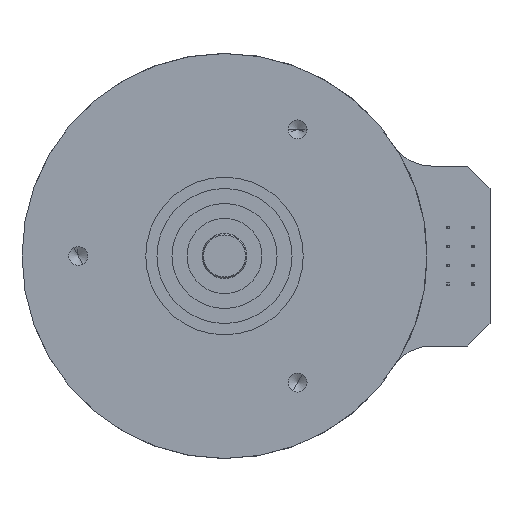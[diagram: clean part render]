
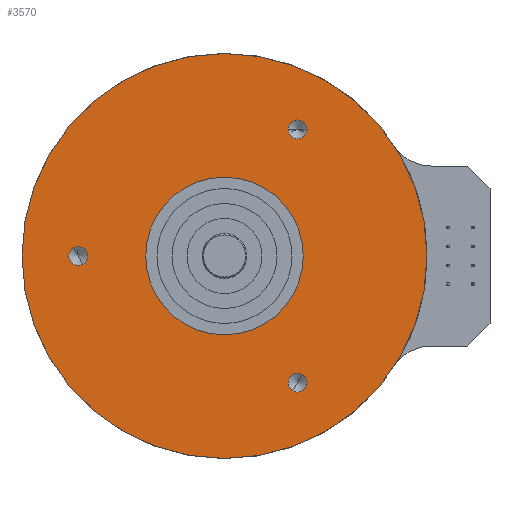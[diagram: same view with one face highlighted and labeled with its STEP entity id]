
A CAD part, left-side view. The second image highlights one B-rep face of the part: STEP entity #3570.
In plain terms, the highlighted planar face has unit normal (-1, 0, 0).
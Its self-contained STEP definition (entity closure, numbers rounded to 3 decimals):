
#3 = CARTESIAN_POINT ( 'NONE',  ( 0., -16.25, 28.146 ) ) ;
#30 = AXIS2_PLACEMENT_3D ( 'NONE', #599, #11753, #2664 ) ;
#42 = VERTEX_POINT ( 'NONE', #4540 ) ;
#180 = EDGE_CURVE ( 'NONE', #8028, #4351, #533, .T. ) ;
#336 = AXIS2_PLACEMENT_3D ( 'NONE', #9028, #5233, #10786 ) ;
#355 = DIRECTION ( 'NONE',  ( -1., 0., 0. ) ) ;
#503 = DIRECTION ( 'NONE',  ( 0., 1., 0. ) ) ;
#533 = CIRCLE ( 'NONE', #336, 17.5 ) ;
#599 = CARTESIAN_POINT ( 'NONE',  ( 0., -16.25, -28.146 ) ) ;
#643 = CARTESIAN_POINT ( 'NONE',  ( 0., -16.25, -28.146 ) ) ;
#698 = CIRCLE ( 'NONE', #9277, 2.1 ) ;
#1103 = AXIS2_PLACEMENT_3D ( 'NONE', #1417, #10749, #5188 ) ;
#1295 = CIRCLE ( 'NONE', #1103, 2.1 ) ;
#1303 = CIRCLE ( 'NONE', #4605, 45. ) ;
#1344 = ORIENTED_EDGE ( 'NONE', *, *, #1937, .F. ) ;
#1417 = CARTESIAN_POINT ( 'NONE',  ( 0., 32.5, 0. ) ) ;
#1452 = ORIENTED_EDGE ( 'NONE', *, *, #8149, .F. ) ;
#1541 = VERTEX_POINT ( 'NONE', #3967 ) ;
#1543 = CIRCLE ( 'NONE', #4275, 17.5 ) ;
#1673 = CIRCLE ( 'NONE', #6923, 45. ) ;
#1740 = DIRECTION ( 'NONE',  ( 1., 0., 0. ) ) ;
#1772 = ORIENTED_EDGE ( 'NONE', *, *, #10152, .F. ) ;
#1893 = DIRECTION ( 'NONE',  ( 0., -1., 0. ) ) ;
#1937 = EDGE_CURVE ( 'NONE', #42, #4864, #9066, .T. ) ;
#2209 = FACE_BOUND ( 'NONE', #3121, .T. ) ;
#2223 = VERTEX_POINT ( 'NONE', #8496 ) ;
#2345 = CARTESIAN_POINT ( 'NONE',  ( 0., 0., 0. ) ) ;
#2479 = CARTESIAN_POINT ( 'NONE',  ( 0., 0., 0. ) ) ;
#2630 = EDGE_CURVE ( 'NONE', #1541, #2223, #1673, .T. ) ;
#2664 = DIRECTION ( 'NONE',  ( 0., 0.5, -0.866 ) ) ;
#2679 = CARTESIAN_POINT ( 'NONE',  ( 0., 31.45, -1.819 ) ) ;
#2772 = CIRCLE ( 'NONE', #30, 2.1 ) ;
#2906 = CARTESIAN_POINT ( 'NONE',  ( 0., -16.25, 28.146 ) ) ;
#2985 = CARTESIAN_POINT ( 'NONE',  ( 0., 0., 0. ) ) ;
#3017 = PLANE ( 'NONE',  #8493 ) ;
#3074 = FACE_BOUND ( 'NONE', #4020, .T. ) ;
#3121 = EDGE_LOOP ( 'NONE', ( #1344, #5215 ) ) ;
#3570 = ADVANCED_FACE ( 'NONE', ( #9782, #10627, #2209, #3074, #4100 ), #3017, .F. ) ;
#3854 = CARTESIAN_POINT ( 'NONE',  ( 0., -17.3, -26.327 ) ) ;
#3967 = CARTESIAN_POINT ( 'NONE',  ( 0., 45., 0. ) ) ;
#4017 = EDGE_CURVE ( 'NONE', #1541, #2223, #1303, .T. ) ;
#4020 = EDGE_LOOP ( 'NONE', ( #1772, #7782 ) ) ;
#4100 = FACE_OUTER_BOUND ( 'NONE', #11081, .T. ) ;
#4155 = VERTEX_POINT ( 'NONE', #6879 ) ;
#4275 = AXIS2_PLACEMENT_3D ( 'NONE', #2985, #355, #6929 ) ;
#4305 = DIRECTION ( 'NONE',  ( 0., -0.5, 0.866 ) ) ;
#4351 = VERTEX_POINT ( 'NONE', #5659 ) ;
#4378 = AXIS2_PLACEMENT_3D ( 'NONE', #3, #5542, #1893 ) ;
#4386 = EDGE_CURVE ( 'NONE', #7358, #4155, #9883, .T. ) ;
#4419 = DIRECTION ( 'NONE',  ( 0., 1., 0. ) ) ;
#4540 = CARTESIAN_POINT ( 'NONE',  ( 0., -18.35, 28.146 ) ) ;
#4605 = AXIS2_PLACEMENT_3D ( 'NONE', #2479, #1740, #4419 ) ;
#4864 = VERTEX_POINT ( 'NONE', #6161 ) ;
#5001 = AXIS2_PLACEMENT_3D ( 'NONE', #643, #6182, #4305 ) ;
#5188 = DIRECTION ( 'NONE',  ( 0., 0.5, 0.866 ) ) ;
#5215 = ORIENTED_EDGE ( 'NONE', *, *, #6835, .F. ) ;
#5224 = DIRECTION ( 'NONE',  ( -1., 0., 0. ) ) ;
#5233 = DIRECTION ( 'NONE',  ( 1., 0., 0. ) ) ;
#5321 = ORIENTED_EDGE ( 'NONE', *, *, #11363, .F. ) ;
#5458 = VERTEX_POINT ( 'NONE', #2679 ) ;
#5542 = DIRECTION ( 'NONE',  ( -1., 0., 0. ) ) ;
#5659 = CARTESIAN_POINT ( 'NONE',  ( 0., -17.5, 0. ) ) ;
#5824 = DIRECTION ( 'NONE',  ( 0., 1., 0. ) ) ;
#6161 = CARTESIAN_POINT ( 'NONE',  ( 0., -14.15, 28.146 ) ) ;
#6182 = DIRECTION ( 'NONE',  ( -1., 0., 0. ) ) ;
#6484 = CARTESIAN_POINT ( 'NONE',  ( 0., 33.55, 1.819 ) ) ;
#6835 = EDGE_CURVE ( 'NONE', #4864, #42, #698, .T. ) ;
#6879 = CARTESIAN_POINT ( 'NONE',  ( 0., -15.2, -29.964 ) ) ;
#6923 = AXIS2_PLACEMENT_3D ( 'NONE', #7981, #5224, #7061 ) ;
#6929 = DIRECTION ( 'NONE',  ( 0., 1., 0. ) ) ;
#7061 = DIRECTION ( 'NONE',  ( 0., 1., 0. ) ) ;
#7358 = VERTEX_POINT ( 'NONE', #3854 ) ;
#7782 = ORIENTED_EDGE ( 'NONE', *, *, #180, .T. ) ;
#7860 = ORIENTED_EDGE ( 'NONE', *, *, #4386, .F. ) ;
#7871 = CARTESIAN_POINT ( 'NONE',  ( 0., 17.5, 0. ) ) ;
#7981 = CARTESIAN_POINT ( 'NONE',  ( 0., 0., 0. ) ) ;
#8028 = VERTEX_POINT ( 'NONE', #7871 ) ;
#8149 = EDGE_CURVE ( 'NONE', #9110, #5458, #1295, .T. ) ;
#8347 = AXIS2_PLACEMENT_3D ( 'NONE', #8921, #11660, #9827 ) ;
#8493 = AXIS2_PLACEMENT_3D ( 'NONE', #2345, #9600, #503 ) ;
#8496 = CARTESIAN_POINT ( 'NONE',  ( 0., -45., 0. ) ) ;
#8921 = CARTESIAN_POINT ( 'NONE',  ( 0., 32.5, 0. ) ) ;
#9013 = ORIENTED_EDGE ( 'NONE', *, *, #2630, .T. ) ;
#9028 = CARTESIAN_POINT ( 'NONE',  ( 0., 0., 0. ) ) ;
#9066 = CIRCLE ( 'NONE', #4378, 2.1 ) ;
#9110 = VERTEX_POINT ( 'NONE', #6484 ) ;
#9277 = AXIS2_PLACEMENT_3D ( 'NONE', #2906, #11373, #5824 ) ;
#9600 = DIRECTION ( 'NONE',  ( 1., 0., 0. ) ) ;
#9782 = FACE_BOUND ( 'NONE', #11328, .T. ) ;
#9827 = DIRECTION ( 'NONE',  ( 0., -0.5, -0.866 ) ) ;
#9883 = CIRCLE ( 'NONE', #5001, 2.1 ) ;
#10152 = EDGE_CURVE ( 'NONE', #8028, #4351, #1543, .T. ) ;
#10547 = ORIENTED_EDGE ( 'NONE', *, *, #4017, .F. ) ;
#10627 = FACE_BOUND ( 'NONE', #11702, .T. ) ;
#10749 = DIRECTION ( 'NONE',  ( -1., 0., 0. ) ) ;
#10786 = DIRECTION ( 'NONE',  ( 0., 1., 0. ) ) ;
#10875 = ORIENTED_EDGE ( 'NONE', *, *, #10901, .F. ) ;
#10901 = EDGE_CURVE ( 'NONE', #5458, #9110, #11659, .T. ) ;
#11081 = EDGE_LOOP ( 'NONE', ( #10547, #9013 ) ) ;
#11328 = EDGE_LOOP ( 'NONE', ( #1452, #10875 ) ) ;
#11363 = EDGE_CURVE ( 'NONE', #4155, #7358, #2772, .T. ) ;
#11373 = DIRECTION ( 'NONE',  ( -1., 0., 0. ) ) ;
#11659 = CIRCLE ( 'NONE', #8347, 2.1 ) ;
#11660 = DIRECTION ( 'NONE',  ( -1., 0., 0. ) ) ;
#11702 = EDGE_LOOP ( 'NONE', ( #5321, #7860 ) ) ;
#11753 = DIRECTION ( 'NONE',  ( -1., 0., 0. ) ) ;
